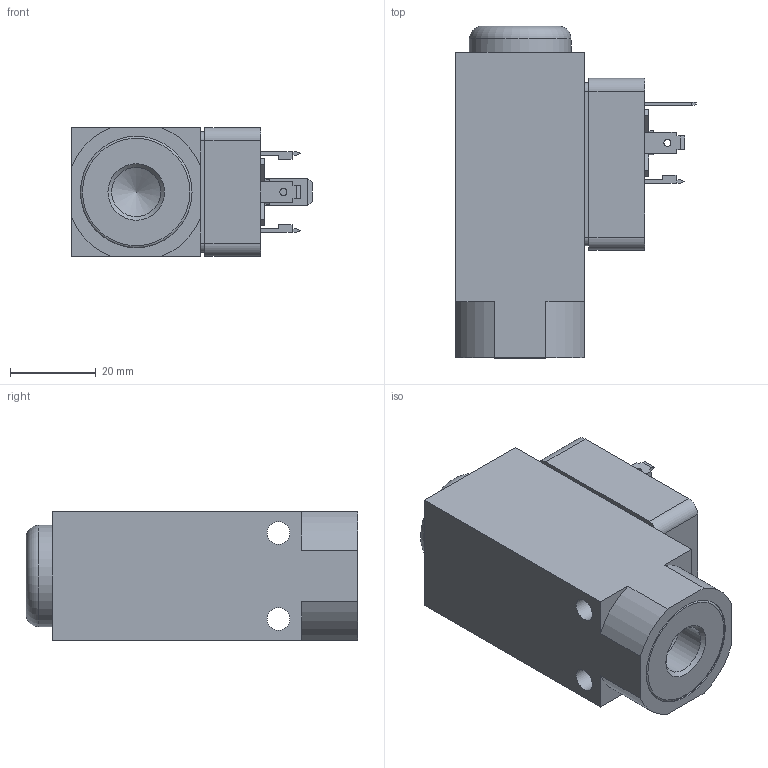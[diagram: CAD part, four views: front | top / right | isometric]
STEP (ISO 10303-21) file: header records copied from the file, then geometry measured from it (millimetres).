
FILE_DESCRIPTION(/* description */ ('STEP AP214'),/* implementation_level */ '2;1');
FILE_NAME(/* name */ '175250_PEV-1_4-B-OD',/* time_stamp */ '2024-09-13T07:09:13+02:00',/* author */ ('License CC BY-ND 4.0'),/* organization */ ('CADENAS'),/* preprocessor_version */ 'ST-DEVELOPER v19.3',/* originating_system */ 'PARTsolutions',/* authorisation */ ' ');
FILE_SCHEMA (('AUTOMOTIVE_DESIGN {1 0 10303 214 3 1 1}'));
Length unit declared in the file: millimetre
Products named in the file (1): 175250 PEV-1/4-B-OD
Bounding box: 56 x 77.3 x 30 mm (x, y, z)
Volume: 78047.7 mm3; surface area: 16251.8 mm2
Topology: 1 solids, 1 shells, 227 faces, 604 edges, 399 vertices
Faces by surface type: plane 171, cylinder 42, cone 7, torus 5, sphere 2
Full cylindrical faces by diameter (mm): 1.65 x4, 2.459 x1, 5 x1, 5.3 x2, 5.6 x1, 6 x3, 11.445 x1, 26 x1
Entity records: 8468 total; most frequent: CARTESIAN_POINT 1204, DIRECTION 1147, ORIENTED_EDGE 1142, EDGE_CURVE 571, LINE 443, VECTOR 443, VERTEX_POINT 393, AXIS2_PLACEMENT_3D 352
